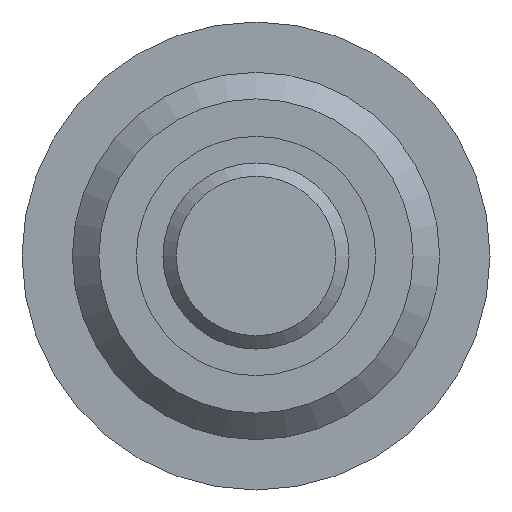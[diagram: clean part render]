
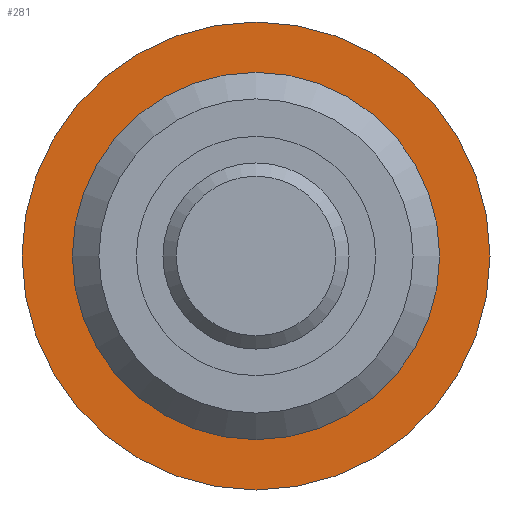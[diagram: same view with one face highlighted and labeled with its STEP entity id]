
A CAD part, left-side view. The second image highlights one B-rep face of the part: STEP entity #281.
In plain terms, the highlighted planar face has unit normal (-1, 0, 0).
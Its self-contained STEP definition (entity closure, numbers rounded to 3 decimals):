
#31=FACE_BOUND('',#81,.T.);
#38=PLANE('',#338);
#58=FACE_OUTER_BOUND('',#80,.T.);
#80=EDGE_LOOP('',(#225));
#81=EDGE_LOOP('',(#226));
#129=CIRCLE('',#336,4.4);
#130=CIRCLE('',#339,2.9);
#151=VERTEX_POINT('',#504);
#152=VERTEX_POINT('',#509);
#178=EDGE_CURVE('',#151,#151,#129,.T.);
#179=EDGE_CURVE('',#152,#152,#130,.T.);
#225=ORIENTED_EDGE('',*,*,#178,.F.);
#226=ORIENTED_EDGE('',*,*,#179,.T.);
#281=ADVANCED_FACE('',(#58,#31),#38,.T.);
#336=AXIS2_PLACEMENT_3D('',#506,#406,#407);
#338=AXIS2_PLACEMENT_3D('',#508,#410,#411);
#339=AXIS2_PLACEMENT_3D('',#510,#412,#413);
#406=DIRECTION('center_axis',(1.,0.,0.));
#407=DIRECTION('ref_axis',(0.,0.,-1.));
#410=DIRECTION('center_axis',(-1.,0.,0.));
#411=DIRECTION('ref_axis',(0.,0.,1.));
#412=DIRECTION('center_axis',(1.,0.,0.));
#413=DIRECTION('ref_axis',(0.,0.,-1.));
#504=CARTESIAN_POINT('',(14.,-4.4,0.));
#506=CARTESIAN_POINT('Origin',(14.,0.,0.));
#508=CARTESIAN_POINT('Origin',(14.,4.4,0.));
#509=CARTESIAN_POINT('',(14.,-2.9,0.));
#510=CARTESIAN_POINT('Origin',(14.,0.,0.));
